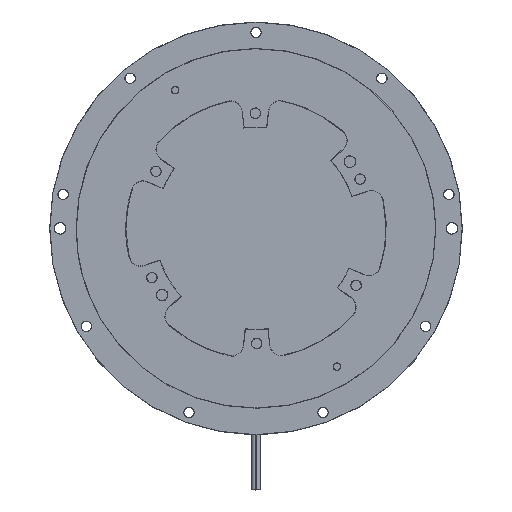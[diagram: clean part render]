
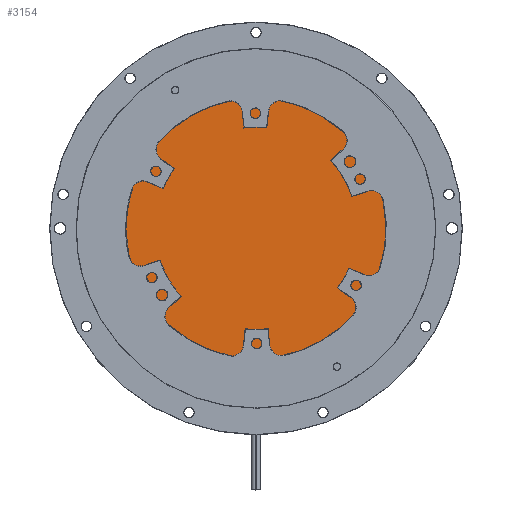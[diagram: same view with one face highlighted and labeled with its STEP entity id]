
A CAD part, top view. The second image highlights one B-rep face of the part: STEP entity #3154.
In plain terms, the highlighted planar face has unit normal (0, 0, 1).
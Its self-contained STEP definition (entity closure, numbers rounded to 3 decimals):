
#186 = CIRCLE ( 'NONE', #3581, 56.05 ) ;
#560 = CARTESIAN_POINT ( 'NONE',  ( 0., 0., 7. ) ) ;
#660 = CARTESIAN_POINT ( 'NONE',  ( -56.05, 0., 7. ) ) ;
#777 = DIRECTION ( 'NONE',  ( 0., 0., 1. ) ) ;
#1169 = VERTEX_POINT ( 'NONE', #6277 ) ;
#1294 = DIRECTION ( 'NONE',  ( 0., 0., 1. ) ) ;
#1587 = EDGE_CURVE ( 'NONE', #2080, #7164, #5709, .T. ) ;
#1915 = DIRECTION ( 'NONE',  ( 1., 0., 0. ) ) ;
#2057 = AXIS2_PLACEMENT_3D ( 'NONE', #560, #1294, #9349 ) ;
#2080 = VERTEX_POINT ( 'NONE', #660 ) ;
#2098 = CIRCLE ( 'NONE', #10729, 56.1 ) ;
#2346 = CARTESIAN_POINT ( 'NONE',  ( 0., 0., 7. ) ) ;
#2528 = ORIENTED_EDGE ( 'NONE', *, *, #1587, .F. ) ;
#2541 = DIRECTION ( 'NONE',  ( 1., 0., 0. ) ) ;
#2697 = DIRECTION ( 'NONE',  ( 0., 0., 1. ) ) ;
#3154 = ADVANCED_FACE ( 'NONE', ( #8609, #7448 ), #7797, .T. ) ;
#3581 = AXIS2_PLACEMENT_3D ( 'NONE', #8996, #6300, #1915 ) ;
#3601 = EDGE_LOOP ( 'NONE', ( #6194, #2528 ) ) ;
#3933 = ORIENTED_EDGE ( 'NONE', *, *, #8459, .T. ) ;
#4209 = EDGE_CURVE ( 'NONE', #7164, #2080, #186, .T. ) ;
#5671 = EDGE_CURVE ( 'NONE', #1169, #9466, #2098, .T. ) ;
#5709 = CIRCLE ( 'NONE', #7961, 56.05 ) ;
#6162 = EDGE_LOOP ( 'NONE', ( #3933, #8835 ) ) ;
#6194 = ORIENTED_EDGE ( 'NONE', *, *, #4209, .F. ) ;
#6277 = CARTESIAN_POINT ( 'NONE',  ( -55.592, 7.533, 7. ) ) ;
#6300 = DIRECTION ( 'NONE',  ( 0., 0., 1. ) ) ;
#6945 = CIRCLE ( 'NONE', #2057, 56.1 ) ;
#7100 = AXIS2_PLACEMENT_3D ( 'NONE', #8027, #2697, #9631 ) ;
#7164 = VERTEX_POINT ( 'NONE', #9837 ) ;
#7448 = FACE_OUTER_BOUND ( 'NONE', #6162, .T. ) ;
#7797 = PLANE ( 'NONE',  #7100 ) ;
#7961 = AXIS2_PLACEMENT_3D ( 'NONE', #10544, #777, #2541 ) ;
#8027 = CARTESIAN_POINT ( 'NONE',  ( 0., 0., 7. ) ) ;
#8459 = EDGE_CURVE ( 'NONE', #9466, #1169, #6945, .T. ) ;
#8578 = DIRECTION ( 'NONE',  ( 0., 0., 1. ) ) ;
#8609 = FACE_BOUND ( 'NONE', #3601, .T. ) ;
#8835 = ORIENTED_EDGE ( 'NONE', *, *, #5671, .T. ) ;
#8996 = CARTESIAN_POINT ( 'NONE',  ( 0., 0., 7. ) ) ;
#9349 = DIRECTION ( 'NONE',  ( 0.991, -0.134, 0. ) ) ;
#9466 = VERTEX_POINT ( 'NONE', #10154 ) ;
#9473 = DIRECTION ( 'NONE',  ( 0.991, -0.134, 0. ) ) ;
#9631 = DIRECTION ( 'NONE',  ( 1., 0., 0. ) ) ;
#9837 = CARTESIAN_POINT ( 'NONE',  ( 56.05, 0., 7. ) ) ;
#10154 = CARTESIAN_POINT ( 'NONE',  ( 55.592, -7.533, 7. ) ) ;
#10544 = CARTESIAN_POINT ( 'NONE',  ( 0., 0., 7. ) ) ;
#10729 = AXIS2_PLACEMENT_3D ( 'NONE', #2346, #8578, #9473 ) ;
